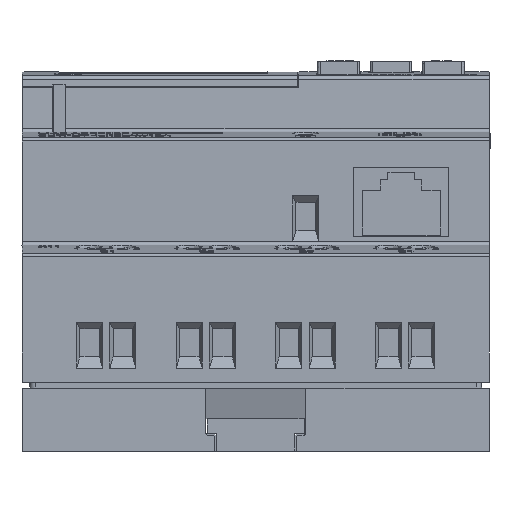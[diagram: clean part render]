
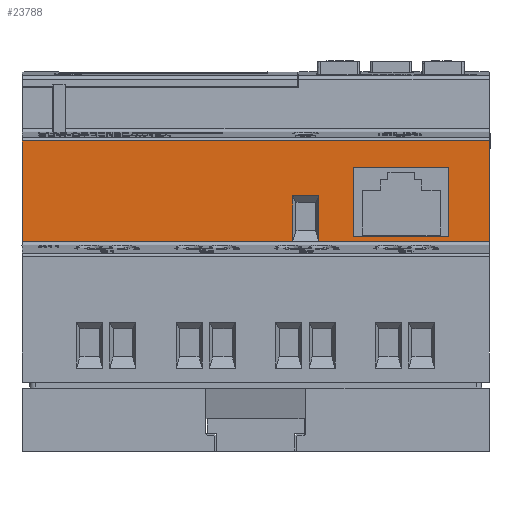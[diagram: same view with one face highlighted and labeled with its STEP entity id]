
A CAD part, front view. The second image highlights one B-rep face of the part: STEP entity #23788.
In plain terms, the highlighted face is planar.
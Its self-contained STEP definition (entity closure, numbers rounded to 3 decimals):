
#21624=FACE_BOUND('',#30918,.T.);
#21625=FACE_BOUND('',#30919,.T.);
#21626=FACE_BOUND('',#30920,.T.);
#23788=ADVANCED_FACE('',(#21624,#21625,#21626),#26485,.T.);
#26485=PLANE('',#67327);
#30918=EDGE_LOOP('',(#34480,#34481,#34482,#34483));
#30919=EDGE_LOOP('',(#34484,#34485,#34486,#34487));
#30920=EDGE_LOOP('',(#34488,#34489,#34490,#34491));
#34480=ORIENTED_EDGE('',*,*,#52537,.F.);
#34481=ORIENTED_EDGE('',*,*,#52538,.F.);
#34482=ORIENTED_EDGE('',*,*,#52539,.F.);
#34483=ORIENTED_EDGE('',*,*,#52540,.F.);
#34484=ORIENTED_EDGE('',*,*,#52541,.T.);
#34485=ORIENTED_EDGE('',*,*,#52542,.T.);
#34486=ORIENTED_EDGE('',*,*,#52543,.T.);
#34487=ORIENTED_EDGE('',*,*,#52544,.T.);
#34488=ORIENTED_EDGE('',*,*,#52545,.F.);
#34489=ORIENTED_EDGE('',*,*,#52536,.F.);
#34490=ORIENTED_EDGE('',*,*,#51951,.T.);
#34491=ORIENTED_EDGE('',*,*,#52546,.T.);
#47437=VERTEX_POINT('',#83335);
#47438=VERTEX_POINT('',#83337);
#47974=VERTEX_POINT('',#85763);
#47975=VERTEX_POINT('',#85767);
#47976=VERTEX_POINT('',#85768);
#47977=VERTEX_POINT('',#85770);
#47978=VERTEX_POINT('',#85772);
#47979=VERTEX_POINT('',#85775);
#47980=VERTEX_POINT('',#85776);
#47981=VERTEX_POINT('',#85778);
#47982=VERTEX_POINT('',#85780);
#47983=VERTEX_POINT('',#85783);
#51951=EDGE_CURVE('',#47438,#47437,#58707,.T.);
#52536=EDGE_CURVE('',#47438,#47974,#59069,.T.);
#52537=EDGE_CURVE('',#47975,#47976,#59070,.T.);
#52538=EDGE_CURVE('',#47977,#47975,#59071,.T.);
#52539=EDGE_CURVE('',#47978,#47977,#59072,.T.);
#52540=EDGE_CURVE('',#47976,#47978,#59073,.T.);
#52541=EDGE_CURVE('',#47979,#47980,#59074,.T.);
#52542=EDGE_CURVE('',#47980,#47981,#59075,.T.);
#52543=EDGE_CURVE('',#47981,#47982,#59076,.T.);
#52544=EDGE_CURVE('',#47982,#47979,#59077,.T.);
#52545=EDGE_CURVE('',#47974,#47983,#59078,.T.);
#52546=EDGE_CURVE('',#47437,#47983,#59079,.T.);
#58707=LINE('',#83336,#62690);
#59069=LINE('',#85764,#63052);
#59070=LINE('',#85766,#63053);
#59071=LINE('',#85769,#63054);
#59072=LINE('',#85771,#63055);
#59073=LINE('',#85773,#63056);
#59074=LINE('',#85774,#63057);
#59075=LINE('',#85777,#63058);
#59076=LINE('',#85779,#63059);
#59077=LINE('',#85781,#63060);
#59078=LINE('',#85782,#63061);
#59079=LINE('',#85784,#63062);
#62690=VECTOR('',#70976,1.);
#63052=VECTOR('',#71628,1.);
#63053=VECTOR('',#71631,1.);
#63054=VECTOR('',#71632,1.);
#63055=VECTOR('',#71633,1.);
#63056=VECTOR('',#71634,1.);
#63057=VECTOR('',#71635,1.);
#63058=VECTOR('',#71636,1.);
#63059=VECTOR('',#71637,1.);
#63060=VECTOR('',#71638,1.);
#63061=VECTOR('',#71639,1.);
#63062=VECTOR('',#71640,1.);
#67327=AXIS2_PLACEMENT_3D('',#85785,#71641,#71642);
#70976=DIRECTION('',(0.,-1.,0.));
#71628=DIRECTION('',(1.,0.,0.));
#71631=DIRECTION('',(0.,-1.,0.));
#71632=DIRECTION('',(-1.,0.,0.));
#71633=DIRECTION('',(0.,1.,0.));
#71634=DIRECTION('',(1.,0.,0.));
#71635=DIRECTION('',(-1.,0.,0.));
#71636=DIRECTION('',(0.,1.,0.));
#71637=DIRECTION('',(1.,0.,0.));
#71638=DIRECTION('',(0.,-1.,0.));
#71639=DIRECTION('',(0.,-1.,0.));
#71640=DIRECTION('',(1.,0.,0.));
#71641=DIRECTION('',(0.,0.,1.));
#71642=DIRECTION('',(0.,-1.,0.));
#83335=CARTESIAN_POINT('',(-35.75,27.05,34.));
#83336=CARTESIAN_POINT('',(-35.75,42.495,34.));
#83337=CARTESIAN_POINT('',(-35.75,42.495,34.));
#85763=CARTESIAN_POINT('',(35.75,42.495,34.));
#85764=CARTESIAN_POINT('',(-35.75,42.495,34.));
#85766=CARTESIAN_POINT('',(14.91,38.41,34.));
#85767=CARTESIAN_POINT('',(14.91,38.41,34.));
#85768=CARTESIAN_POINT('',(14.91,27.81,34.));
#85769=CARTESIAN_POINT('',(29.51,38.41,34.));
#85770=CARTESIAN_POINT('',(29.51,38.41,34.));
#85771=CARTESIAN_POINT('',(29.51,27.81,34.));
#85772=CARTESIAN_POINT('',(29.51,27.81,34.));
#85773=CARTESIAN_POINT('',(14.91,27.81,34.));
#85774=CARTESIAN_POINT('',(6.16,27.1,34.));
#85775=CARTESIAN_POINT('',(9.66,27.1,34.));
#85776=CARTESIAN_POINT('',(5.66,27.1,34.));
#85777=CARTESIAN_POINT('',(5.66,34.1,34.));
#85778=CARTESIAN_POINT('',(5.66,34.1,34.));
#85779=CARTESIAN_POINT('',(9.16,34.1,34.));
#85780=CARTESIAN_POINT('',(9.66,34.1,34.));
#85781=CARTESIAN_POINT('',(9.66,27.1,34.));
#85782=CARTESIAN_POINT('',(35.75,42.495,34.));
#85783=CARTESIAN_POINT('',(35.75,27.05,34.));
#85784=CARTESIAN_POINT('',(-35.75,27.05,34.));
#85785=CARTESIAN_POINT('',(-35.75,42.495,34.));
